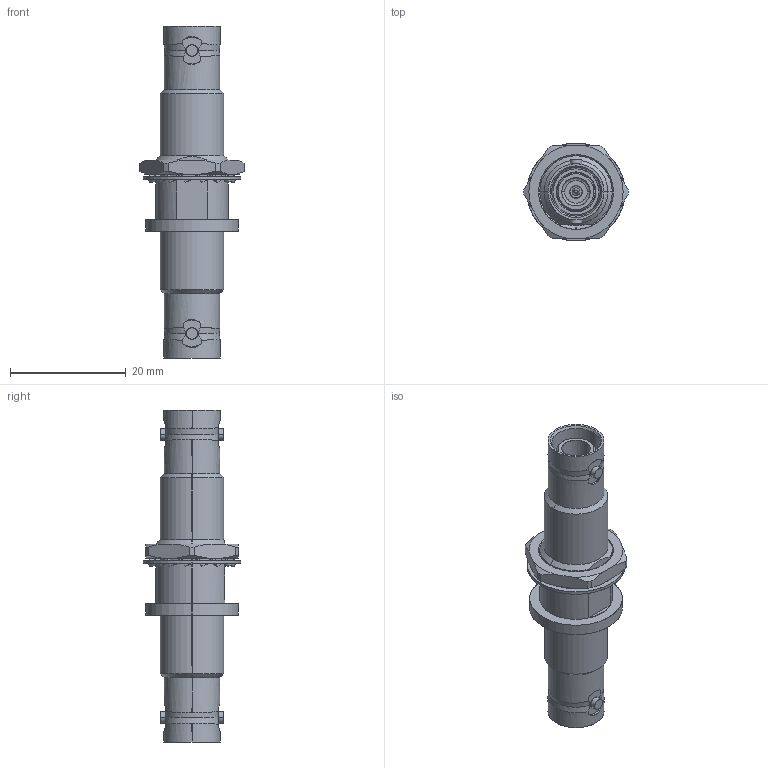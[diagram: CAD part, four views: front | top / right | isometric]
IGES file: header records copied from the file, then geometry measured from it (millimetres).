
Start section: SolidWorks IGES file using analytic representation for surfaces
Global section: file name: R317.720.000.IGS; native system: SolidWorks 2017; preprocessor: SolidWorks 2017; author: RAYMOND_G; date: 200922.100659; units: millimetre
Bounding box: 18 x 16.9 x 57.3 mm (x, y, z)
Surface area: 5192.4 mm2 (no closed solid volume)
Topology: 0 solids, 0 shells, 288 faces, 3473 edges, 3473 vertices
Faces by surface type: revolution 167, bspline 121
